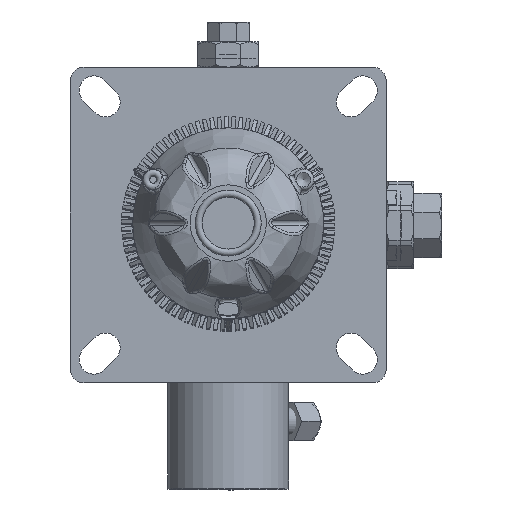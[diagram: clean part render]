
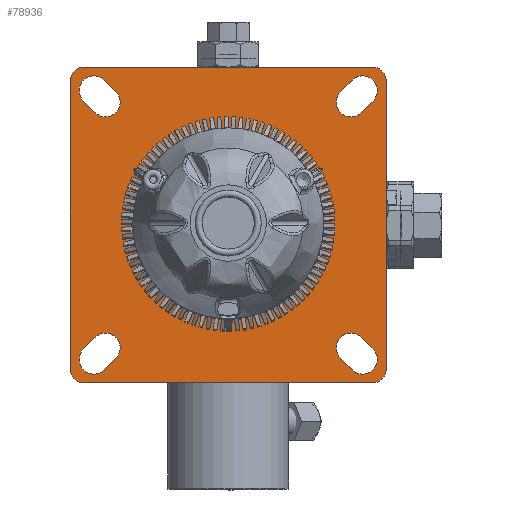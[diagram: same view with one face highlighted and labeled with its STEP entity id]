
A CAD part, top view. The second image highlights one B-rep face of the part: STEP entity #78936.
In plain terms, the highlighted planar face has unit normal (0, 0, 1).
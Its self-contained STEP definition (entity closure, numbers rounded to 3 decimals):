
#2870=FACE_BOUND('',#22039,.T.);
#2871=FACE_BOUND('',#22040,.T.);
#2872=FACE_BOUND('',#22041,.T.);
#2873=FACE_BOUND('',#22042,.T.);
#6124=LINE('',#124775,#11494);
#6125=LINE('',#124779,#11495);
#6126=LINE('',#124783,#11496);
#6127=LINE('',#124786,#11497);
#6128=LINE('',#124789,#11498);
#6129=LINE('',#124793,#11499);
#6130=LINE('',#124797,#11500);
#6131=LINE('',#124801,#11501);
#6132=LINE('',#124805,#11502);
#6133=LINE('',#124809,#11503);
#6134=LINE('',#124813,#11504);
#6135=LINE('',#124817,#11505);
#11494=VECTOR('',#96223,10.);
#11495=VECTOR('',#96226,10.);
#11496=VECTOR('',#96229,10.);
#11497=VECTOR('',#96232,10.);
#11498=VECTOR('',#96233,10.);
#11499=VECTOR('',#96236,10.);
#11500=VECTOR('',#96239,10.);
#11501=VECTOR('',#96242,10.);
#11502=VECTOR('',#96245,10.);
#11503=VECTOR('',#96248,10.);
#11504=VECTOR('',#96251,10.);
#11505=VECTOR('',#96254,10.);
#17375=FACE_OUTER_BOUND('',#22038,.T.);
#22038=EDGE_LOOP('',(#55622,#55623,#55624,#55625,#55626,#55627,#55628,#55629));
#22039=EDGE_LOOP('',(#55630,#55631,#55632,#55633));
#22040=EDGE_LOOP('',(#55634,#55635,#55636,#55637));
#22041=EDGE_LOOP('',(#55638,#55639,#55640,#55641));
#22042=EDGE_LOOP('',(#55642,#55643,#55644,#55645));
#26683=CIRCLE('',#84310,8.);
#26684=CIRCLE('',#84311,8.);
#26685=CIRCLE('',#84312,8.);
#26686=CIRCLE('',#84313,8.);
#26687=CIRCLE('',#84314,8.5);
#26688=CIRCLE('',#84315,8.5);
#26689=CIRCLE('',#84316,8.5);
#26690=CIRCLE('',#84317,8.5);
#26691=CIRCLE('',#84318,8.5);
#26692=CIRCLE('',#84319,8.5);
#26693=CIRCLE('',#84320,8.5);
#26694=CIRCLE('',#84321,8.5);
#31809=VERTEX_POINT('',#124771);
#31810=VERTEX_POINT('',#124772);
#31811=VERTEX_POINT('',#124774);
#31812=VERTEX_POINT('',#124776);
#31813=VERTEX_POINT('',#124778);
#31814=VERTEX_POINT('',#124780);
#31815=VERTEX_POINT('',#124782);
#31816=VERTEX_POINT('',#124784);
#31817=VERTEX_POINT('',#124787);
#31818=VERTEX_POINT('',#124788);
#31819=VERTEX_POINT('',#124790);
#31820=VERTEX_POINT('',#124792);
#31821=VERTEX_POINT('',#124795);
#31822=VERTEX_POINT('',#124796);
#31823=VERTEX_POINT('',#124798);
#31824=VERTEX_POINT('',#124800);
#31825=VERTEX_POINT('',#124803);
#31826=VERTEX_POINT('',#124804);
#31827=VERTEX_POINT('',#124806);
#31828=VERTEX_POINT('',#124808);
#31829=VERTEX_POINT('',#124811);
#31830=VERTEX_POINT('',#124812);
#31831=VERTEX_POINT('',#124814);
#31832=VERTEX_POINT('',#124816);
#40554=EDGE_CURVE('',#31809,#31810,#26683,.T.);
#40555=EDGE_CURVE('',#31811,#31809,#6124,.T.);
#40556=EDGE_CURVE('',#31812,#31811,#26684,.T.);
#40557=EDGE_CURVE('',#31813,#31812,#6125,.T.);
#40558=EDGE_CURVE('',#31814,#31813,#26685,.T.);
#40559=EDGE_CURVE('',#31815,#31814,#6126,.T.);
#40560=EDGE_CURVE('',#31816,#31815,#26686,.T.);
#40561=EDGE_CURVE('',#31810,#31816,#6127,.T.);
#40562=EDGE_CURVE('',#31817,#31818,#6128,.T.);
#40563=EDGE_CURVE('',#31818,#31819,#26687,.T.);
#40564=EDGE_CURVE('',#31819,#31820,#6129,.T.);
#40565=EDGE_CURVE('',#31820,#31817,#26688,.T.);
#40566=EDGE_CURVE('',#31821,#31822,#6130,.T.);
#40567=EDGE_CURVE('',#31822,#31823,#26689,.T.);
#40568=EDGE_CURVE('',#31823,#31824,#6131,.T.);
#40569=EDGE_CURVE('',#31824,#31821,#26690,.T.);
#40570=EDGE_CURVE('',#31825,#31826,#6132,.T.);
#40571=EDGE_CURVE('',#31826,#31827,#26691,.T.);
#40572=EDGE_CURVE('',#31827,#31828,#6133,.T.);
#40573=EDGE_CURVE('',#31828,#31825,#26692,.T.);
#40574=EDGE_CURVE('',#31829,#31830,#6134,.T.);
#40575=EDGE_CURVE('',#31830,#31831,#26693,.T.);
#40576=EDGE_CURVE('',#31831,#31832,#6135,.T.);
#40577=EDGE_CURVE('',#31832,#31829,#26694,.T.);
#55622=ORIENTED_EDGE('',*,*,#40554,.F.);
#55623=ORIENTED_EDGE('',*,*,#40555,.F.);
#55624=ORIENTED_EDGE('',*,*,#40556,.F.);
#55625=ORIENTED_EDGE('',*,*,#40557,.F.);
#55626=ORIENTED_EDGE('',*,*,#40558,.F.);
#55627=ORIENTED_EDGE('',*,*,#40559,.F.);
#55628=ORIENTED_EDGE('',*,*,#40560,.F.);
#55629=ORIENTED_EDGE('',*,*,#40561,.F.);
#55630=ORIENTED_EDGE('',*,*,#40562,.T.);
#55631=ORIENTED_EDGE('',*,*,#40563,.T.);
#55632=ORIENTED_EDGE('',*,*,#40564,.T.);
#55633=ORIENTED_EDGE('',*,*,#40565,.T.);
#55634=ORIENTED_EDGE('',*,*,#40566,.T.);
#55635=ORIENTED_EDGE('',*,*,#40567,.T.);
#55636=ORIENTED_EDGE('',*,*,#40568,.T.);
#55637=ORIENTED_EDGE('',*,*,#40569,.T.);
#55638=ORIENTED_EDGE('',*,*,#40570,.T.);
#55639=ORIENTED_EDGE('',*,*,#40571,.T.);
#55640=ORIENTED_EDGE('',*,*,#40572,.T.);
#55641=ORIENTED_EDGE('',*,*,#40573,.T.);
#55642=ORIENTED_EDGE('',*,*,#40574,.T.);
#55643=ORIENTED_EDGE('',*,*,#40575,.T.);
#55644=ORIENTED_EDGE('',*,*,#40576,.T.);
#55645=ORIENTED_EDGE('',*,*,#40577,.T.);
#71162=PLANE('',#84309);
#78936=ADVANCED_FACE('',(#17375,#2870,#2871,#2872,#2873),#71162,.T.);
#84309=AXIS2_PLACEMENT_3D('',#124770,#96219,#96220);
#84310=AXIS2_PLACEMENT_3D('',#124773,#96221,#96222);
#84311=AXIS2_PLACEMENT_3D('',#124777,#96224,#96225);
#84312=AXIS2_PLACEMENT_3D('',#124781,#96227,#96228);
#84313=AXIS2_PLACEMENT_3D('',#124785,#96230,#96231);
#84314=AXIS2_PLACEMENT_3D('',#124791,#96234,#96235);
#84315=AXIS2_PLACEMENT_3D('',#124794,#96237,#96238);
#84316=AXIS2_PLACEMENT_3D('',#124799,#96240,#96241);
#84317=AXIS2_PLACEMENT_3D('',#124802,#96243,#96244);
#84318=AXIS2_PLACEMENT_3D('',#124807,#96246,#96247);
#84319=AXIS2_PLACEMENT_3D('',#124810,#96249,#96250);
#84320=AXIS2_PLACEMENT_3D('',#124815,#96252,#96253);
#84321=AXIS2_PLACEMENT_3D('',#124818,#96255,#96256);
#96219=DIRECTION('center_axis',(0.,0.,1.));
#96220=DIRECTION('ref_axis',(1.,0.,0.));
#96221=DIRECTION('center_axis',(0.,0.,-1.));
#96222=DIRECTION('ref_axis',(-1.,0.,0.));
#96223=DIRECTION('',(1.,0.,0.));
#96224=DIRECTION('center_axis',(0.,0.,-1.));
#96225=DIRECTION('ref_axis',(0.,-1.,0.));
#96226=DIRECTION('',(0.,1.,0.));
#96227=DIRECTION('center_axis',(0.,0.,-1.));
#96228=DIRECTION('ref_axis',(1.,0.,0.));
#96229=DIRECTION('',(-1.,0.,0.));
#96230=DIRECTION('center_axis',(0.,0.,-1.));
#96231=DIRECTION('ref_axis',(0.,1.,0.));
#96232=DIRECTION('',(0.,-1.,0.));
#96233=DIRECTION('',(-0.707,0.707,0.));
#96234=DIRECTION('center_axis',(0.,0.,-1.));
#96235=DIRECTION('ref_axis',(0.707,0.707,0.));
#96236=DIRECTION('',(0.707,-0.707,0.));
#96237=DIRECTION('center_axis',(0.,0.,-1.));
#96238=DIRECTION('ref_axis',(-0.707,-0.707,0.));
#96239=DIRECTION('',(-0.707,-0.707,0.));
#96240=DIRECTION('center_axis',(0.,0.,-1.));
#96241=DIRECTION('ref_axis',(-0.707,0.707,0.));
#96242=DIRECTION('',(0.707,0.707,0.));
#96243=DIRECTION('center_axis',(0.,0.,-1.));
#96244=DIRECTION('ref_axis',(0.707,-0.707,0.));
#96245=DIRECTION('',(0.707,-0.707,0.));
#96246=DIRECTION('center_axis',(0.,0.,-1.));
#96247=DIRECTION('ref_axis',(-0.707,-0.707,0.));
#96248=DIRECTION('',(-0.707,0.707,0.));
#96249=DIRECTION('center_axis',(0.,0.,-1.));
#96250=DIRECTION('ref_axis',(0.707,0.707,0.));
#96251=DIRECTION('',(0.707,0.707,0.));
#96252=DIRECTION('center_axis',(0.,0.,-1.));
#96253=DIRECTION('ref_axis',(0.707,-0.707,0.));
#96254=DIRECTION('',(-0.707,-0.707,0.));
#96255=DIRECTION('center_axis',(0.,0.,-1.));
#96256=DIRECTION('ref_axis',(-0.707,0.707,0.));
#124770=CARTESIAN_POINT('Origin',(0.,0.,
4.));
#124771=CARTESIAN_POINT('',(83.,91.,4.));
#124772=CARTESIAN_POINT('',(91.,83.,4.));
#124773=CARTESIAN_POINT('Origin',(83.,83.,4.));
#124774=CARTESIAN_POINT('',(-83.,91.,4.));
#124775=CARTESIAN_POINT('',(-83.,91.,4.));
#124776=CARTESIAN_POINT('',(-91.,83.,4.));
#124777=CARTESIAN_POINT('Origin',(-83.,83.,4.));
#124778=CARTESIAN_POINT('',(-91.,-83.,4.));
#124779=CARTESIAN_POINT('',(-91.,-83.,4.));
#124780=CARTESIAN_POINT('',(-83.,-91.,4.));
#124781=CARTESIAN_POINT('Origin',(-83.,-83.,4.));
#124782=CARTESIAN_POINT('',(83.,-91.,4.));
#124783=CARTESIAN_POINT('',(83.,-91.,4.));
#124784=CARTESIAN_POINT('',(91.,-83.,4.));
#124785=CARTESIAN_POINT('Origin',(83.,-83.,4.));
#124786=CARTESIAN_POINT('',(91.,83.,4.));
#124787=CARTESIAN_POINT('',(-76.721,64.7,4.));
#124788=CARTESIAN_POINT('',(-83.439,71.418,4.));
#124789=CARTESIAN_POINT('',(-41.366,29.345,4.));
#124790=CARTESIAN_POINT('',(-71.418,83.439,4.));
#124791=CARTESIAN_POINT('Origin',(-77.428,77.428,4.));
#124792=CARTESIAN_POINT('',(-64.7,76.721,4.));
#124793=CARTESIAN_POINT('',(-32.704,44.725,4.));
#124794=CARTESIAN_POINT('Origin',(-70.711,70.711,4.));
#124795=CARTESIAN_POINT('',(-64.7,-76.721,4.));
#124796=CARTESIAN_POINT('',(-71.418,-83.439,4.));
#124797=CARTESIAN_POINT('',(-29.345,-41.366,4.));
#124798=CARTESIAN_POINT('',(-83.439,-71.418,4.));
#124799=CARTESIAN_POINT('Origin',(-77.428,-77.428,4.));
#124800=CARTESIAN_POINT('',(-76.721,-64.7,4.));
#124801=CARTESIAN_POINT('',(-44.725,-32.704,4.));
#124802=CARTESIAN_POINT('Origin',(-70.711,-70.711,4.));
#124803=CARTESIAN_POINT('',(76.721,-64.7,4.));
#124804=CARTESIAN_POINT('',(83.439,-71.418,4.));
#124805=CARTESIAN_POINT('',(41.366,-29.345,4.));
#124806=CARTESIAN_POINT('',(71.418,-83.439,4.));
#124807=CARTESIAN_POINT('Origin',(77.428,-77.428,4.));
#124808=CARTESIAN_POINT('',(64.7,-76.721,4.));
#124809=CARTESIAN_POINT('',(32.704,-44.725,4.));
#124810=CARTESIAN_POINT('Origin',(70.711,-70.711,4.));
#124811=CARTESIAN_POINT('',(64.7,76.721,4.));
#124812=CARTESIAN_POINT('',(71.418,83.439,4.));
#124813=CARTESIAN_POINT('',(29.345,41.366,4.));
#124814=CARTESIAN_POINT('',(83.439,71.418,4.));
#124815=CARTESIAN_POINT('Origin',(77.428,77.428,4.));
#124816=CARTESIAN_POINT('',(76.721,64.7,4.));
#124817=CARTESIAN_POINT('',(44.725,32.704,4.));
#124818=CARTESIAN_POINT('Origin',(70.711,70.711,4.));
